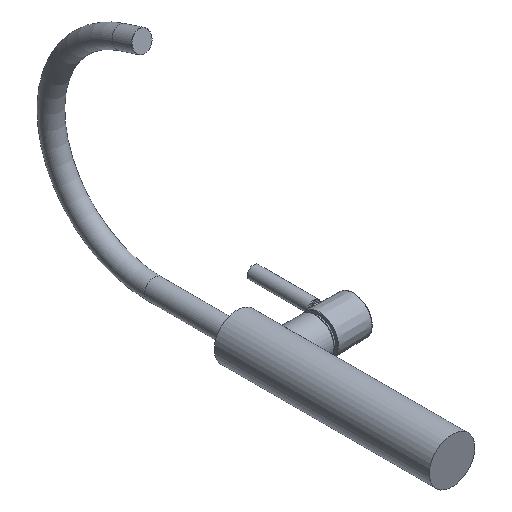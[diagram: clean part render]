
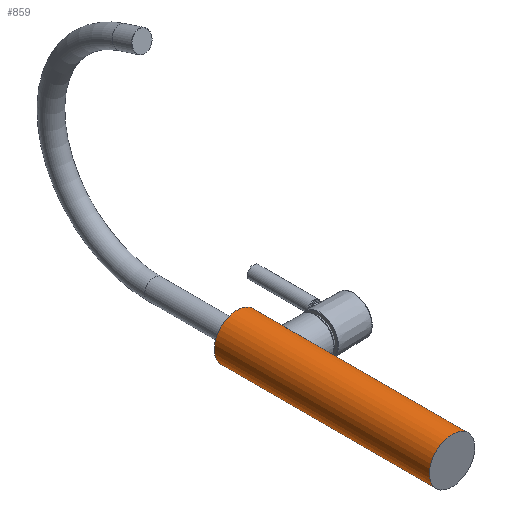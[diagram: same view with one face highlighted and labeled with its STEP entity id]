
A CAD part, isometric view. The second image highlights one B-rep face of the part: STEP entity #859.
In plain terms, the highlighted cylindrical face has radius 22.05 mm (diameter 44.1 mm), a full revolution.
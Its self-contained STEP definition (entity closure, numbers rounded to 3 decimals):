
#7 = EDGE_CURVE ( 'NONE', #639, #639, #1652, .T. ) ;
#12 = EDGE_LOOP ( 'NONE', ( #288 ) ) ;
#145 = EDGE_CURVE ( 'NONE', #1528, #1528, #1385, .T. ) ;
#185 = AXIS2_PLACEMENT_3D ( 'NONE', #1590, #1589, #1583 ) ;
#288 = ORIENTED_EDGE ( 'NONE', *, *, #145, .T. ) ;
#307 = ORIENTED_EDGE ( 'NONE', *, *, #7, .F. ) ;
#639 = VERTEX_POINT ( 'NONE', #1450 ) ;
#685 = AXIS2_PLACEMENT_3D ( 'NONE', #1324, #1323, #1326 ) ;
#804 = CYLINDRICAL_SURFACE ( 'NONE', #685, 22.05 ) ;
#859 = ADVANCED_FACE ( 'NONE', ( #892, #1202 ), #804, .T. ) ;
#873 = EDGE_LOOP ( 'NONE', ( #307 ) ) ;
#892 = FACE_OUTER_BOUND ( 'NONE', #12, .T. ) ;
#1005 = AXIS2_PLACEMENT_3D ( 'NONE', #1199, #1209, #1222 ) ;
#1199 = CARTESIAN_POINT ( 'NONE',  ( 0., 0., 0. ) ) ;
#1202 = FACE_OUTER_BOUND ( 'NONE', #873, .T. ) ;
#1209 = DIRECTION ( 'NONE',  ( 0., 1., 0. ) ) ;
#1222 = DIRECTION ( 'NONE',  ( 0., 0., 1. ) ) ;
#1323 = DIRECTION ( 'NONE',  ( 0., 1., 0. ) ) ;
#1324 = CARTESIAN_POINT ( 'NONE',  ( 0., -208., 0. ) ) ;
#1326 = DIRECTION ( 'NONE',  ( 0., 0., 1. ) ) ;
#1385 = CIRCLE ( 'NONE', #185, 22.05 ) ;
#1438 = CARTESIAN_POINT ( 'NONE',  ( 0., -208., 22.05 ) ) ;
#1450 = CARTESIAN_POINT ( 'NONE',  ( 0., 0., 22.05 ) ) ;
#1528 = VERTEX_POINT ( 'NONE', #1438 ) ;
#1583 = DIRECTION ( 'NONE',  ( 0., 0., 1. ) ) ;
#1589 = DIRECTION ( 'NONE',  ( 0., 1., 0. ) ) ;
#1590 = CARTESIAN_POINT ( 'NONE',  ( 0., -208., 0. ) ) ;
#1652 = CIRCLE ( 'NONE', #1005, 22.05 ) ;
